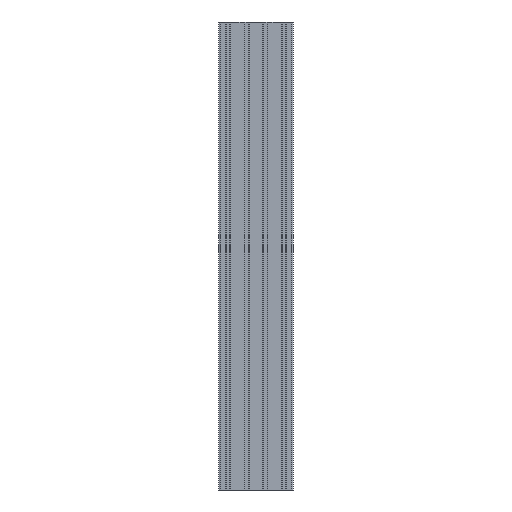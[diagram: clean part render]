
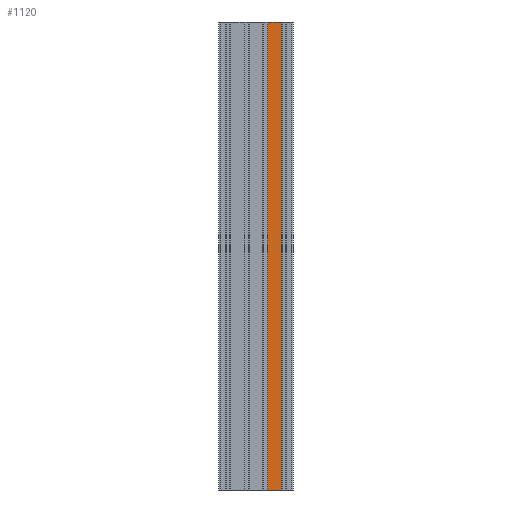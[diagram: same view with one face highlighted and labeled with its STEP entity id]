
A CAD part, left-side view. The second image highlights one B-rep face of the part: STEP entity #1120.
In plain terms, the highlighted planar face has unit normal (-1, 0, 0).
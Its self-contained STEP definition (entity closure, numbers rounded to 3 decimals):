
#1120=ADVANCED_FACE('',(#3360),#3362,.T.);
#3360=FACE_BOUND('',#3361,.T.);
#3361=EDGE_LOOP('',(#5390,#5391,#5392,#5393));
#3362=PLANE('',#3363);
#3363=AXIS2_PLACEMENT_3D('',#3364,#3365,#3366);
#3364=CARTESIAN_POINT('',(-40.,-23.95,-500.));
#3365=DIRECTION('',(-1.,0.,0.));
#3366=DIRECTION('',(0.,-1.,0.));
#5390=ORIENTED_EDGE('',*,*,#6702,.F.);
#5391=ORIENTED_EDGE('',*,*,#6090,.T.);
#5392=ORIENTED_EDGE('',*,*,#6703,.T.);
#5393=ORIENTED_EDGE('',*,*,#6331,.F.);
#6090=EDGE_CURVE('',#6981,#6979,#6982,.T.);
#6331=EDGE_CURVE('',#7461,#7463,#7464,.T.);
#6702=EDGE_CURVE('',#6981,#7461,#8024,.T.);
#6703=EDGE_CURVE('',#6979,#7463,#8025,.T.);
#6979=VERTEX_POINT('',#8541);
#6981=VERTEX_POINT('',#8546);
#6982=LINE('',#8547,#8548);
#7461=VERTEX_POINT('',#9609);
#7463=VERTEX_POINT('',#9614);
#7464=LINE('',#9615,#9616);
#8024=LINE('',#10998,#10999);
#8025=LINE('',#11001,#11002);
#8541=CARTESIAN_POINT('',(-40.,-54.85,-500.));
#8546=CARTESIAN_POINT('',(-40.,-24.95,-500.));
#8547=CARTESIAN_POINT('',(-40.,-24.95,-500.));
#8548=VECTOR('',#8549,1.);
#8549=DIRECTION('',(0.,-1.,0.));
#9609=CARTESIAN_POINT('',(-40.,-24.95,500.));
#9614=CARTESIAN_POINT('',(-40.,-54.85,500.));
#9615=CARTESIAN_POINT('',(-40.,-24.95,500.));
#9616=VECTOR('',#9617,1.);
#9617=DIRECTION('',(0.,-1.,0.));
#10998=CARTESIAN_POINT('',(-40.,-24.95,-500.));
#10999=VECTOR('',#11000,1.);
#11000=DIRECTION('',(0.,0.,1.));
#11001=CARTESIAN_POINT('',(-40.,-54.85,-500.));
#11002=VECTOR('',#11003,1.);
#11003=DIRECTION('',(0.,0.,1.));
